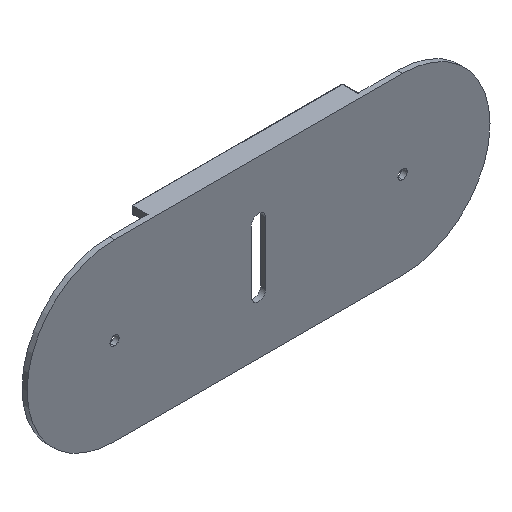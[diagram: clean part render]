
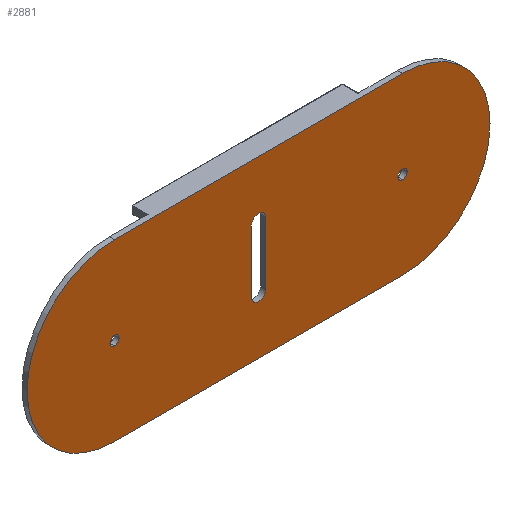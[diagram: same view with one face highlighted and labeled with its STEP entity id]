
A CAD part, isometric view. The second image highlights one B-rep face of the part: STEP entity #2881.
In plain terms, the highlighted planar face has unit normal (0, -1, 0).
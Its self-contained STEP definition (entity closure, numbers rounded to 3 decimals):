
#28 = EDGE_CURVE ( 'NONE', #204, #1237, #648, .T. ) ;
#61 = CARTESIAN_POINT ( 'NONE',  ( 70., 0., 0. ) ) ;
#104 = VERTEX_POINT ( 'NONE', #2924 ) ;
#127 = VERTEX_POINT ( 'NONE', #584 ) ;
#166 = CARTESIAN_POINT ( 'NONE',  ( 70., 0., 0. ) ) ;
#187 = VERTEX_POINT ( 'NONE', #2802 ) ;
#204 = VERTEX_POINT ( 'NONE', #902 ) ;
#230 = CARTESIAN_POINT ( 'NONE',  ( -3.5, 0., 15. ) ) ;
#246 = DIRECTION ( 'NONE',  ( 0., 1., 0. ) ) ;
#255 = PLANE ( 'NONE',  #1270 ) ;
#260 = AXIS2_PLACEMENT_3D ( 'NONE', #166, #2644, #1363 ) ;
#270 = CARTESIAN_POINT ( 'NONE',  ( 0., 0., 0. ) ) ;
#282 = VERTEX_POINT ( 'NONE', #2343 ) ;
#346 = DIRECTION ( 'NONE',  ( 0., 0., 1. ) ) ;
#366 = DIRECTION ( 'NONE',  ( 0., 0., 1. ) ) ;
#422 = CARTESIAN_POINT ( 'NONE',  ( 70., 0., -2.25 ) ) ;
#454 = DIRECTION ( 'NONE',  ( 0., 1., 0. ) ) ;
#486 = AXIS2_PLACEMENT_3D ( 'NONE', #2618, #693, #1146 ) ;
#490 = EDGE_CURVE ( 'NONE', #127, #2383, #1013, .T. ) ;
#503 = DIRECTION ( 'NONE',  ( 0., 0., 1. ) ) ;
#555 = ORIENTED_EDGE ( 'NONE', *, *, #2585, .F. ) ;
#584 = CARTESIAN_POINT ( 'NONE',  ( 3.5, 0., -15. ) ) ;
#614 = ORIENTED_EDGE ( 'NONE', *, *, #1178, .T. ) ;
#627 = VECTOR ( 'NONE', #981, 1000. ) ;
#648 = CIRCLE ( 'NONE', #2050, 2.25 ) ;
#676 = EDGE_CURVE ( 'NONE', #282, #2734, #2712, .T. ) ;
#693 = DIRECTION ( 'NONE',  ( 0., 1., 0. ) ) ;
#716 = CARTESIAN_POINT ( 'NONE',  ( -3.5, 0., 15. ) ) ;
#724 = ORIENTED_EDGE ( 'NONE', *, *, #3173, .T. ) ;
#736 = FACE_BOUND ( 'NONE', #2367, .T. ) ;
#807 = EDGE_CURVE ( 'NONE', #104, #2399, #1025, .T. ) ;
#818 = CARTESIAN_POINT ( 'NONE',  ( -70., 0., -2.25 ) ) ;
#855 = AXIS2_PLACEMENT_3D ( 'NONE', #2503, #246, #1547 ) ;
#902 = CARTESIAN_POINT ( 'NONE',  ( -70., 0., 2.25 ) ) ;
#981 = DIRECTION ( 'NONE',  ( -1., 0., 0. ) ) ;
#989 = CARTESIAN_POINT ( 'NONE',  ( 3.5, 0., 15. ) ) ;
#992 = CARTESIAN_POINT ( 'NONE',  ( 0., 0., -42.5 ) ) ;
#1013 = CIRCLE ( 'NONE', #855, 3.5 ) ;
#1025 = LINE ( 'NONE', #992, #1683 ) ;
#1050 = EDGE_CURVE ( 'NONE', #2383, #2400, #2473, .T. ) ;
#1146 = DIRECTION ( 'NONE',  ( 0., 0., 1. ) ) ;
#1156 = ORIENTED_EDGE ( 'NONE', *, *, #1909, .T. ) ;
#1158 = VECTOR ( 'NONE', #2507, 1000. ) ;
#1178 = EDGE_CURVE ( 'NONE', #2638, #187, #1200, .T. ) ;
#1200 = CIRCLE ( 'NONE', #3006, 2.25 ) ;
#1225 = LINE ( 'NONE', #2219, #627 ) ;
#1237 = VERTEX_POINT ( 'NONE', #818 ) ;
#1250 = EDGE_LOOP ( 'NONE', ( #2401, #1991, #3103, #1156, #1375 ) ) ;
#1268 = ORIENTED_EDGE ( 'NONE', *, *, #2217, .T. ) ;
#1270 = AXIS2_PLACEMENT_3D ( 'NONE', #270, #454, #1445 ) ;
#1282 = CARTESIAN_POINT ( 'NONE',  ( 0., 0., 15. ) ) ;
#1291 = VERTEX_POINT ( 'NONE', #2270 ) ;
#1331 = ORIENTED_EDGE ( 'NONE', *, *, #807, .T. ) ;
#1363 = DIRECTION ( 'NONE',  ( 0., 0., 1. ) ) ;
#1375 = ORIENTED_EDGE ( 'NONE', *, *, #490, .T. ) ;
#1445 = DIRECTION ( 'NONE',  ( 0., 0., 1. ) ) ;
#1493 = FACE_BOUND ( 'NONE', #1250, .T. ) ;
#1519 = CIRCLE ( 'NONE', #2096, 3.5 ) ;
#1547 = DIRECTION ( 'NONE',  ( 0., 0., 1. ) ) ;
#1599 = ORIENTED_EDGE ( 'NONE', *, *, #2417, .T. ) ;
#1622 = CIRCLE ( 'NONE', #2554, 42.5 ) ;
#1644 = DIRECTION ( 'NONE',  ( 0., 1., 0. ) ) ;
#1683 = VECTOR ( 'NONE', #1988, 1000. ) ;
#1701 = FACE_BOUND ( 'NONE', #2687, .T. ) ;
#1710 = LINE ( 'NONE', #3193, #1158 ) ;
#1711 = ORIENTED_EDGE ( 'NONE', *, *, #28, .T. ) ;
#1803 = DIRECTION ( 'NONE',  ( 0., 1., 0. ) ) ;
#1909 = EDGE_CURVE ( 'NONE', #2734, #127, #1710, .T. ) ;
#1988 = DIRECTION ( 'NONE',  ( 1., 0., 0. ) ) ;
#1991 = ORIENTED_EDGE ( 'NONE', *, *, #2006, .T. ) ;
#1996 = CIRCLE ( 'NONE', #486, 2.25 ) ;
#2006 = EDGE_CURVE ( 'NONE', #2400, #282, #1519, .T. ) ;
#2007 = CIRCLE ( 'NONE', #2809, 2.25 ) ;
#2050 = AXIS2_PLACEMENT_3D ( 'NONE', #2095, #3069, #366 ) ;
#2085 = CARTESIAN_POINT ( 'NONE',  ( 70., 0., 0. ) ) ;
#2095 = CARTESIAN_POINT ( 'NONE',  ( -70., 0., 0. ) ) ;
#2096 = AXIS2_PLACEMENT_3D ( 'NONE', #2105, #1803, #2525 ) ;
#2105 = CARTESIAN_POINT ( 'NONE',  ( 0., 0., 15. ) ) ;
#2113 = EDGE_CURVE ( 'NONE', #104, #2236, #1622, .T. ) ;
#2217 = EDGE_CURVE ( 'NONE', #1237, #204, #1996, .T. ) ;
#2219 = CARTESIAN_POINT ( 'NONE',  ( 0., 0., 42.5 ) ) ;
#2236 = VERTEX_POINT ( 'NONE', #2871 ) ;
#2270 = CARTESIAN_POINT ( 'NONE',  ( 70., 0., 42.5 ) ) ;
#2306 = AXIS2_PLACEMENT_3D ( 'NONE', #1282, #2481, #2992 ) ;
#2343 = CARTESIAN_POINT ( 'NONE',  ( 0., 0., 18.5 ) ) ;
#2367 = EDGE_LOOP ( 'NONE', ( #724, #614 ) ) ;
#2383 = VERTEX_POINT ( 'NONE', #2455 ) ;
#2399 = VERTEX_POINT ( 'NONE', #2692 ) ;
#2400 = VERTEX_POINT ( 'NONE', #230 ) ;
#2401 = ORIENTED_EDGE ( 'NONE', *, *, #1050, .T. ) ;
#2417 = EDGE_CURVE ( 'NONE', #1291, #2236, #1225, .T. ) ;
#2455 = CARTESIAN_POINT ( 'NONE',  ( -3.5, 0., -15. ) ) ;
#2473 = LINE ( 'NONE', #716, #2846 ) ;
#2481 = DIRECTION ( 'NONE',  ( 0., 1., 0. ) ) ;
#2503 = CARTESIAN_POINT ( 'NONE',  ( 0., 0., -15. ) ) ;
#2507 = DIRECTION ( 'NONE',  ( 0., 0., -1. ) ) ;
#2523 = DIRECTION ( 'NONE',  ( 0., 0., 1. ) ) ;
#2525 = DIRECTION ( 'NONE',  ( 0., 0., 1. ) ) ;
#2554 = AXIS2_PLACEMENT_3D ( 'NONE', #2801, #2569, #346 ) ;
#2569 = DIRECTION ( 'NONE',  ( 0., 1., 0. ) ) ;
#2585 = EDGE_CURVE ( 'NONE', #1291, #2399, #2948, .T. ) ;
#2618 = CARTESIAN_POINT ( 'NONE',  ( -70., 0., 0. ) ) ;
#2632 = DIRECTION ( 'NONE',  ( 0., 0., 1. ) ) ;
#2638 = VERTEX_POINT ( 'NONE', #422 ) ;
#2644 = DIRECTION ( 'NONE',  ( 0., 1., 0. ) ) ;
#2673 = FACE_OUTER_BOUND ( 'NONE', #2860, .T. ) ;
#2682 = ORIENTED_EDGE ( 'NONE', *, *, #2113, .F. ) ;
#2687 = EDGE_LOOP ( 'NONE', ( #1711, #1268 ) ) ;
#2692 = CARTESIAN_POINT ( 'NONE',  ( 70., 0., -42.5 ) ) ;
#2712 = CIRCLE ( 'NONE', #2306, 3.5 ) ;
#2727 = DIRECTION ( 'NONE',  ( 0., 1., 0. ) ) ;
#2734 = VERTEX_POINT ( 'NONE', #989 ) ;
#2801 = CARTESIAN_POINT ( 'NONE',  ( -70., 0., 0. ) ) ;
#2802 = CARTESIAN_POINT ( 'NONE',  ( 70., 0., 2.25 ) ) ;
#2809 = AXIS2_PLACEMENT_3D ( 'NONE', #2085, #1644, #2632 ) ;
#2846 = VECTOR ( 'NONE', #503, 1000. ) ;
#2860 = EDGE_LOOP ( 'NONE', ( #2682, #1331, #555, #1599 ) ) ;
#2871 = CARTESIAN_POINT ( 'NONE',  ( -70., 0., 42.5 ) ) ;
#2881 = ADVANCED_FACE ( 'NONE', ( #1701, #736, #1493, #2673 ), #255, .F. ) ;
#2924 = CARTESIAN_POINT ( 'NONE',  ( -70., 0., -42.5 ) ) ;
#2948 = CIRCLE ( 'NONE', #260, 42.5 ) ;
#2992 = DIRECTION ( 'NONE',  ( 0., 0., 1. ) ) ;
#3006 = AXIS2_PLACEMENT_3D ( 'NONE', #61, #2727, #2523 ) ;
#3069 = DIRECTION ( 'NONE',  ( 0., 1., 0. ) ) ;
#3103 = ORIENTED_EDGE ( 'NONE', *, *, #676, .T. ) ;
#3173 = EDGE_CURVE ( 'NONE', #187, #2638, #2007, .T. ) ;
#3193 = CARTESIAN_POINT ( 'NONE',  ( 3.5, 0., 15. ) ) ;
